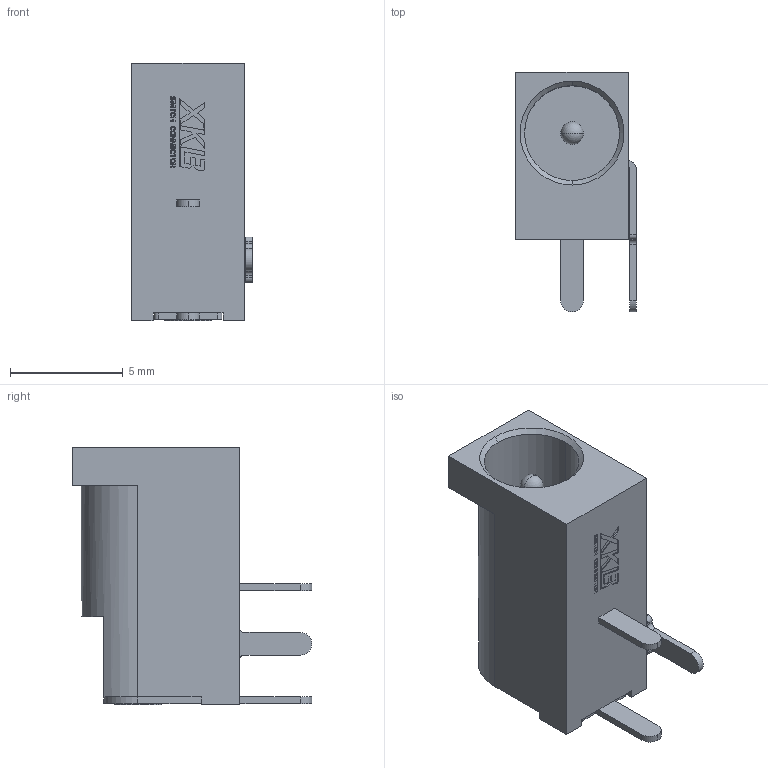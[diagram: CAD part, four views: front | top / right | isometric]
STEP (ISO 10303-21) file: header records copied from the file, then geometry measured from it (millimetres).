
FILE_DESCRIPTION(('STEP AP242'),'1');
FILE_NAME('dc-002-2_0a-1_0.stp','2021-01-18T06:41:05',('TraceParts'),('TraceParts S.A.'),'Spatial InterOp 3D',' ',' ');
FILE_SCHEMA(('AP242_MANAGED_MODEL_BASED_3D_ENGINEERING_MIM_LF {1 0 10303 442 1 1 4}'));
Length unit declared in the file: millimetre
Products named in the file (1): dc-002-2_0a-1_0
Bounding box: 5.35 x 10.6 x 11.4 mm (x, y, z)
Volume: 286.4 mm3; surface area: 462.1 mm2
Topology: 1 solids, 1 shells, 504 faces, 1430 edges, 952 vertices
Faces by surface type: plane 469, cylinder 29, sphere 2, cone 2, torus 2
Entity records: 16084 total; most frequent: CARTESIAN_POINT 2885, ORIENTED_EDGE 2856, DIRECTION 2515, EDGE_CURVE 1428, LINE 1351, VECTOR 1351, VERTEX_POINT 952, AXIS2_PLACEMENT_3D 582
